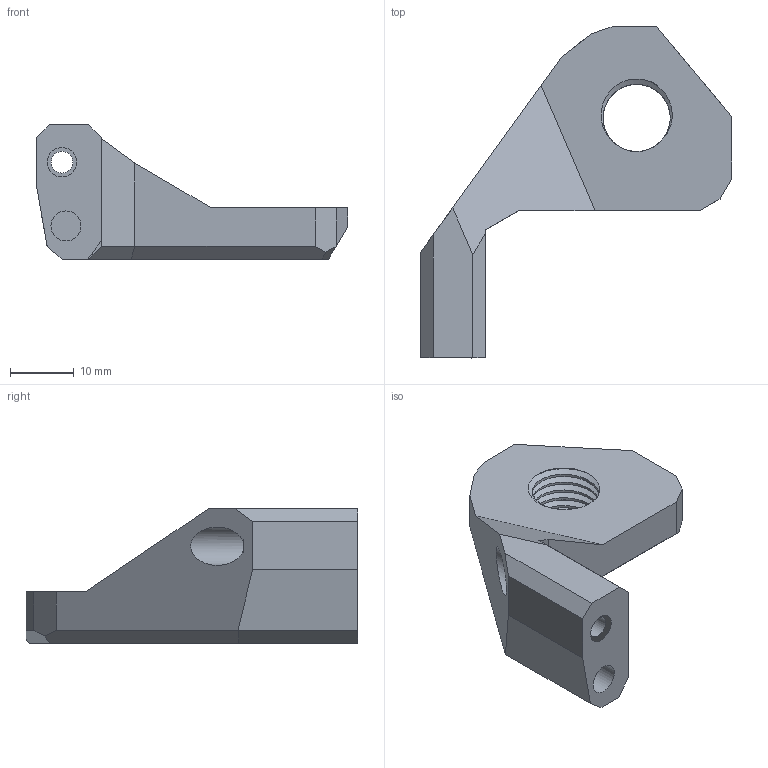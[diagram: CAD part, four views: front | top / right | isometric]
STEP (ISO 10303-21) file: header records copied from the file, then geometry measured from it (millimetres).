
FILE_DESCRIPTION(/* description */ (''),/* implementation_level */ '2;1');
FILE_NAME(/* name */ 'CW2-Umbilical-PG7.step',/* time_stamp */ '2022-09-06T11:26:02-07:00',/* author */ (''),/* organization */ (''),/* preprocessor_version */ 'ST-DEVELOPER v19',/* originating_system */ 'Autodesk Translation Framework v11.7.0.108',/* authorisation */ '');
FILE_SCHEMA (('AUTOMOTIVE_DESIGN { 1 0 10303 214 3 1 1 }'));
Length unit declared in the file: millimetre
Products named in the file (1): CW2-Umbilical-PG7
Bounding box: 48.74 x 52 x 21.06 mm (x, y, z)
Volume: 10916.2 mm3; surface area: 4871.2 mm2
Topology: 1 solids, 1 shells, 52 faces, 141 edges, 93 vertices
Faces by surface type: plane 33, cylinder 16, bspline 2, cone 1
Full cylindrical faces by diameter (mm): 3.4 x1, 4.7 x1, 10.526 x4, 12.203 x5
Entity records: 3243 total; most frequent: CARTESIAN_POINT 1943, ORIENTED_EDGE 282, DIRECTION 224, EDGE_CURVE 141, LINE 100, VECTOR 100, VERTEX_POINT 93, AXIS2_PLACEMENT_3D 62
